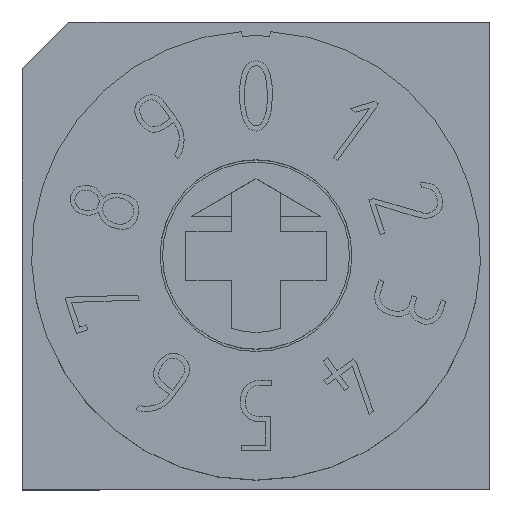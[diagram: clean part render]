
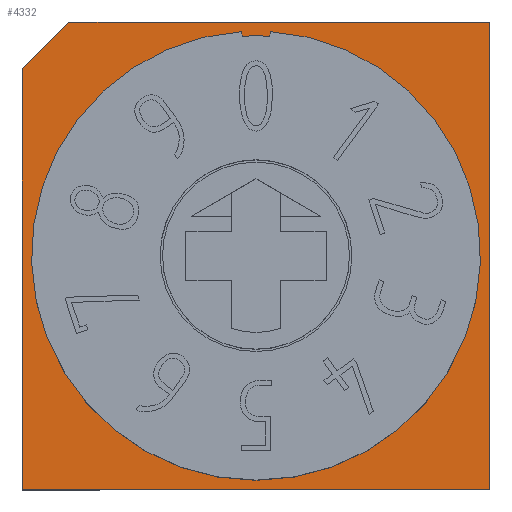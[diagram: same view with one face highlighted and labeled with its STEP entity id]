
A CAD part, top view. The second image highlights one B-rep face of the part: STEP entity #4332.
In plain terms, the highlighted planar face has unit normal (0, 0, 1).
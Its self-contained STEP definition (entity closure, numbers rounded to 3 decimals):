
#24=CIRCLE('',#4486,4.7);
#26=CIRCLE('',#4498,4.8);
#131=PLANE('',#4500);
#354=LINE('',#6782,#635);
#359=LINE('',#6797,#640);
#362=LINE('',#6803,#643);
#368=LINE('',#6816,#649);
#369=LINE('',#6818,#650);
#373=LINE('',#6827,#654);
#381=LINE('',#6874,#662);
#635=VECTOR('',#4901,1000.);
#640=VECTOR('',#4914,1000.);
#643=VECTOR('',#4919,1000.);
#649=VECTOR('',#4927,1000.);
#650=VECTOR('',#4930,1000.);
#654=VECTOR('',#4936,1000.);
#662=VECTOR('',#4960,1000.);
#1254=ORIENTED_EDGE('',*,*,#1962,.T.);
#1255=ORIENTED_EDGE('',*,*,#1938,.F.);
#1256=ORIENTED_EDGE('',*,*,#1935,.F.);
#1257=ORIENTED_EDGE('',*,*,#1931,.F.);
#1258=ORIENTED_EDGE('',*,*,#1947,.T.);
#1259=ORIENTED_EDGE('',*,*,#1964,.F.);
#1260=ORIENTED_EDGE('',*,*,#1948,.T.);
#1261=ORIENTED_EDGE('',*,*,#1952,.T.);
#1262=ORIENTED_EDGE('',*,*,#1941,.T.);
#1931=EDGE_CURVE('',#2277,#2278,#354,.T.);
#1935=EDGE_CURVE('',#2278,#2281,#24,.T.);
#1938=EDGE_CURVE('',#2281,#2283,#359,.T.);
#1941=EDGE_CURVE('',#2285,#2286,#362,.T.);
#1947=EDGE_CURVE('',#2286,#2290,#368,.T.);
#1948=EDGE_CURVE('',#2291,#2292,#369,.T.);
#1952=EDGE_CURVE('',#2292,#2285,#373,.T.);
#1962=EDGE_CURVE('',#2277,#2283,#26,.T.);
#1964=EDGE_CURVE('',#2291,#2290,#381,.T.);
#2277=VERTEX_POINT('',#6783);
#2278=VERTEX_POINT('',#6784);
#2281=VERTEX_POINT('',#6792);
#2283=VERTEX_POINT('',#6798);
#2285=VERTEX_POINT('',#6804);
#2286=VERTEX_POINT('',#6805);
#2290=VERTEX_POINT('',#6815);
#2291=VERTEX_POINT('',#6819);
#2292=VERTEX_POINT('',#6820);
#2636=EDGE_LOOP('',(#1254,#1255,#1256,#1257));
#2637=EDGE_LOOP('',(#1258,#1259,#1260,#1261,#1262));
#2847=FACE_BOUND('',#2636,.T.);
#2848=FACE_BOUND('',#2637,.T.);
#4332=ADVANCED_FACE('',(#2847,#2848),#131,.T.);
#4486=AXIS2_PLACEMENT_3D('',#6791,#4907,#4908);
#4498=AXIS2_PLACEMENT_3D('',#6871,#4954,#4955);
#4500=AXIS2_PLACEMENT_3D('',#6873,#4958,#4959);
#4901=DIRECTION('',(0.063,0.998,0.));
#4907=DIRECTION('',(0.,0.,1.));
#4908=DIRECTION('',(1.,0.,0.));
#4914=DIRECTION('',(0.063,-0.998,0.));
#4919=DIRECTION('',(0.,-1.,0.));
#4927=DIRECTION('',(1.,0.,0.));
#4930=DIRECTION('',(0.,1.,0.));
#4936=DIRECTION('',(-1.,0.,0.));
#4954=DIRECTION('',(0.,0.,-1.));
#4955=DIRECTION('',(1.,0.,0.));
#4958=DIRECTION('',(0.,0.,1.));
#4959=DIRECTION('',(1.,0.,0.));
#4960=DIRECTION('',(-0.707,-0.707,0.));
#6782=CARTESIAN_POINT('',(-0.297,-4.691,2.8));
#6783=CARTESIAN_POINT('',(-0.303,-4.79,2.8));
#6784=CARTESIAN_POINT('',(-0.297,-4.691,2.8));
#6791=CARTESIAN_POINT('',(0.,0.,2.8));
#6792=CARTESIAN_POINT('',(0.297,-4.691,2.8));
#6797=CARTESIAN_POINT('',(0.303,-4.79,2.8));
#6798=CARTESIAN_POINT('',(0.303,-4.79,2.8));
#6803=CARTESIAN_POINT('',(-5.,5.,2.8));
#6804=CARTESIAN_POINT('',(-5.,5.,2.8));
#6805=CARTESIAN_POINT('',(-5.,-5.,2.8));
#6815=CARTESIAN_POINT('',(4.,-5.,2.8));
#6816=CARTESIAN_POINT('',(-5.,-5.,2.8));
#6818=CARTESIAN_POINT('',(5.,-5.,2.8));
#6819=CARTESIAN_POINT('',(5.,-4.,2.8));
#6820=CARTESIAN_POINT('',(5.,5.,2.8));
#6827=CARTESIAN_POINT('',(5.,5.,2.8));
#6871=CARTESIAN_POINT('',(0.,0.,2.8));
#6873=CARTESIAN_POINT('',(-5.,-5.,2.8));
#6874=CARTESIAN_POINT('',(-0.5,-9.5,2.8));
